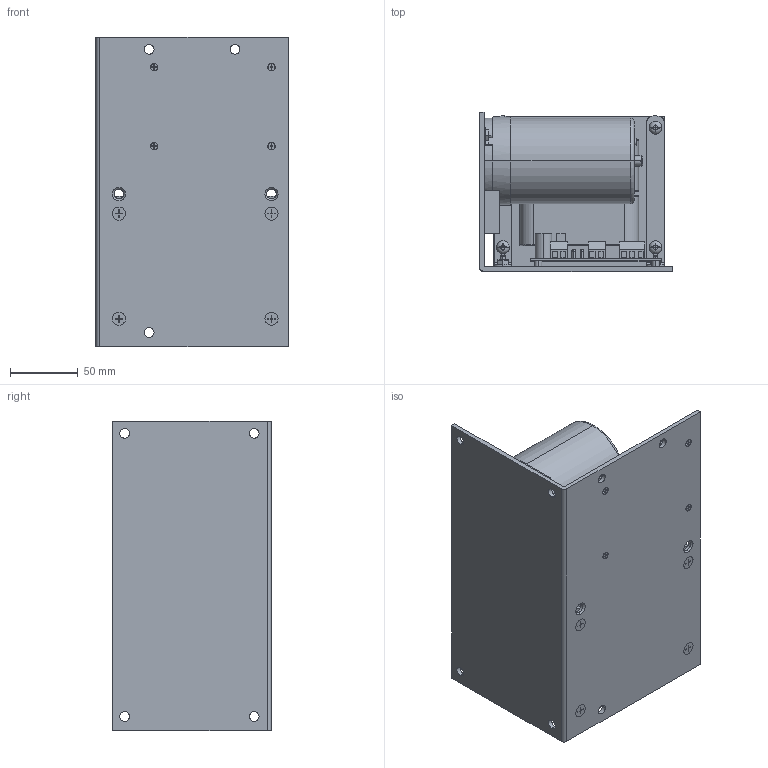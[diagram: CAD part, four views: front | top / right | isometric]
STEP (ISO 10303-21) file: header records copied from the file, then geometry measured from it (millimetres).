
FILE_DESCRIPTION (( 'STEP AP214' ), '1' );
FILE_NAME ('STP-PWR-7005.STEP', '2018-10-03T19:49:42', ( '' ), ( '' ), 'SwSTEP 2.0', 'SolidWorks 2017', '' );
FILE_SCHEMA (( 'AUTOMOTIVE_DESIGN' ));
Length unit declared in the file: inch
Products named in the file (1): STP-PWR-7005
Bounding box: 142.57 x 117.63 x 228.6 mm (x, y, z)
Volume: 1562279.8 mm3; surface area: 236719 mm2
Topology: 2 solids, 2 shells, 825 faces, 2095 edges, 1336 vertices
Faces by surface type: plane 472, cylinder 251, torus 78, bspline 16, cone 4, sphere 4
Entity records: 29088 total; most frequent: CARTESIAN_POINT 6318, ORIENTED_EDGE 4182, DIRECTION 4153, EDGE_CURVE 2091, AXIS2_PLACEMENT_3D 1450, VERTEX_POINT 1336, VECTOR 1253, LINE 1253
